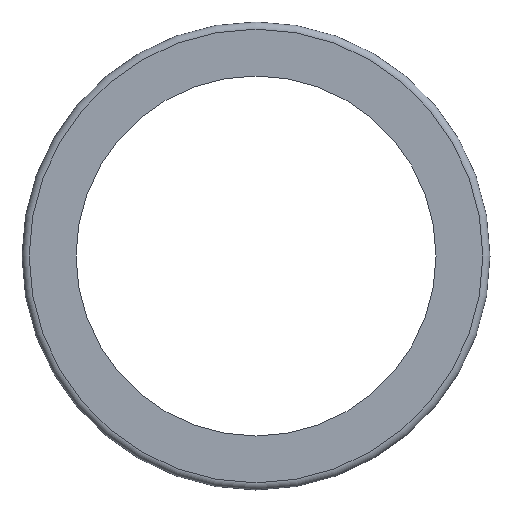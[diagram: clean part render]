
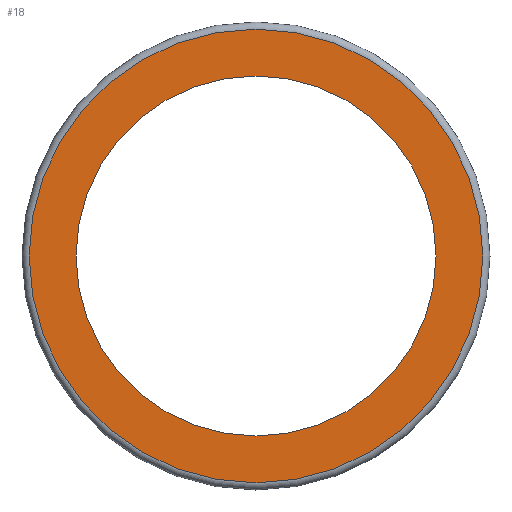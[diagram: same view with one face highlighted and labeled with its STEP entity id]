
A CAD part, left-side view. The second image highlights one B-rep face of the part: STEP entity #18.
In plain terms, the highlighted planar face has unit normal (-1, 0, 0).
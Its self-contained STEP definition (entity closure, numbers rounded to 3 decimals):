
#6 = FACE_OUTER_BOUND ( 'NONE', #58, .T. ) ;
#18 = ADVANCED_FACE ( 'NONE', ( #62, #6 ), #162, .F. ) ;
#20 = CIRCLE ( 'NONE', #65, 50. ) ;
#22 = DIRECTION ( 'NONE',  ( -1., 0., 0. ) ) ;
#33 = EDGE_LOOP ( 'NONE', ( #183 ) ) ;
#37 = CARTESIAN_POINT ( 'NONE',  ( -15.5, 0., 0. ) ) ;
#38 = CARTESIAN_POINT ( 'NONE',  ( -15.5, 0., 0. ) ) ;
#39 = AXIS2_PLACEMENT_3D ( 'NONE', #37, #22, #76 ) ;
#42 = VERTEX_POINT ( 'NONE', #152 ) ;
#53 = AXIS2_PLACEMENT_3D ( 'NONE', #124, #95, #194 ) ;
#58 = EDGE_LOOP ( 'NONE', ( #199 ) ) ;
#62 = FACE_BOUND ( 'NONE', #33, .T. ) ;
#65 = AXIS2_PLACEMENT_3D ( 'NONE', #38, #187, #174 ) ;
#73 = CIRCLE ( 'NONE', #39, 63. ) ;
#76 = DIRECTION ( 'NONE',  ( 0., 0., 1. ) ) ;
#82 = VERTEX_POINT ( 'NONE', #112 ) ;
#95 = DIRECTION ( 'NONE',  ( 1., 0., 0. ) ) ;
#112 = CARTESIAN_POINT ( 'NONE',  ( -15.5, 0., 50. ) ) ;
#124 = CARTESIAN_POINT ( 'NONE',  ( -15.5, 63., 0. ) ) ;
#152 = CARTESIAN_POINT ( 'NONE',  ( -15.5, 0., 63. ) ) ;
#162 = PLANE ( 'NONE',  #53 ) ;
#165 = EDGE_CURVE ( 'NONE', #82, #82, #20, .T. ) ;
#174 = DIRECTION ( 'NONE',  ( 0., 0., 1. ) ) ;
#182 = EDGE_CURVE ( 'NONE', #42, #42, #73, .T. ) ;
#183 = ORIENTED_EDGE ( 'NONE', *, *, #165, .F. ) ;
#187 = DIRECTION ( 'NONE',  ( -1., 0., 0. ) ) ;
#194 = DIRECTION ( 'NONE',  ( 0., 0., -1. ) ) ;
#199 = ORIENTED_EDGE ( 'NONE', *, *, #182, .T. ) ;
